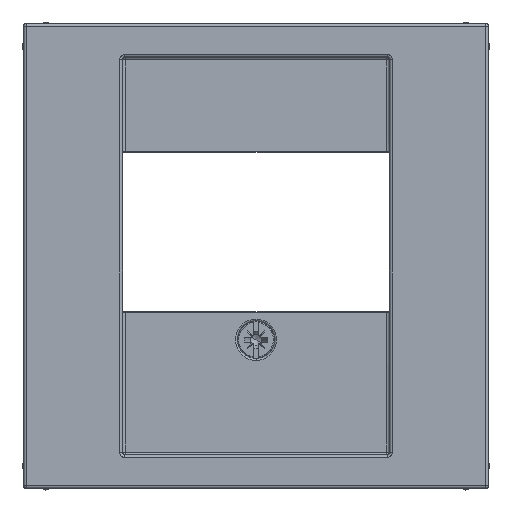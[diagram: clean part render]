
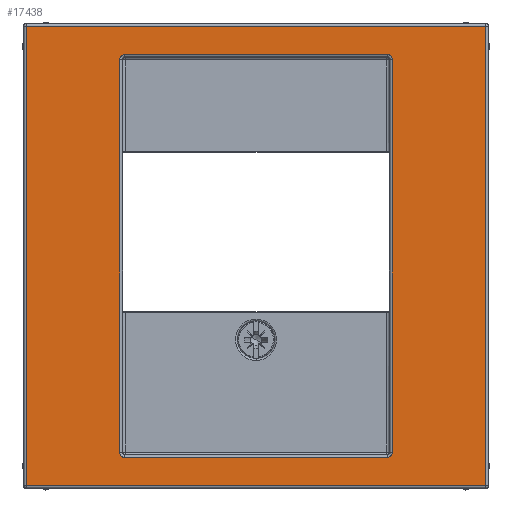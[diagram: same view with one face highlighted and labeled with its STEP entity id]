
A CAD part, top view. The second image highlights one B-rep face of the part: STEP entity #17438.
In plain terms, the highlighted face is planar.
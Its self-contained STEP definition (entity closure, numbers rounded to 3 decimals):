
#3235=CARTESIAN_POINT('',(-16.265,10.,23.46));
#3236=CARTESIAN_POINT('',(-16.265,10.,23.485));
#3237=CARTESIAN_POINT('',(-16.262,10.,23.533));
#3238=CARTESIAN_POINT('',(-16.249,10.,23.603));
#3239=CARTESIAN_POINT('',(-16.228,10.,23.672));
#3240=CARTESIAN_POINT('',(-16.198,10.,23.738));
#3241=CARTESIAN_POINT('',(-16.161,10.,23.799));
#3242=CARTESIAN_POINT('',(-16.117,10.,23.856));
#3243=CARTESIAN_POINT('',(-16.067,10.,23.907));
#3244=CARTESIAN_POINT('',(-16.011,10.,23.952));
#3245=CARTESIAN_POINT('',(-15.95,10.,23.99));
#3246=CARTESIAN_POINT('',(-15.885,10.,24.02));
#3247=CARTESIAN_POINT('',(-15.816,10.,24.042));
#3248=CARTESIAN_POINT('',(-15.742,10.,24.056));
#3249=CARTESIAN_POINT('',(-15.691,10.,24.06));
#3250=CARTESIAN_POINT('',(-15.665,10.,24.06));
#3255=DIRECTION('',(1.,0.,0.));
#3256=VECTOR('',#3255,31.33);
#3257=CARTESIAN_POINT('',(-15.665,10.,24.06));
#3258=LINE('9302',#3257,#3256);
#3262=CARTESIAN_POINT('',(15.665,10.,24.06));
#3263=CARTESIAN_POINT('',(15.69,10.,24.06));
#3264=CARTESIAN_POINT('',(15.738,10.,24.057));
#3265=CARTESIAN_POINT('',(15.808,10.,24.044));
#3266=CARTESIAN_POINT('',(15.877,10.,24.023));
#3267=CARTESIAN_POINT('',(15.943,10.,23.993));
#3268=CARTESIAN_POINT('',(16.004,10.,23.956));
#3269=CARTESIAN_POINT('',(16.061,10.,23.912));
#3270=CARTESIAN_POINT('',(16.112,10.,23.862));
#3271=CARTESIAN_POINT('',(16.157,10.,23.806));
#3272=CARTESIAN_POINT('',(16.195,10.,23.745));
#3273=CARTESIAN_POINT('',(16.225,10.,23.68));
#3274=CARTESIAN_POINT('',(16.247,10.,23.611));
#3275=CARTESIAN_POINT('',(16.261,10.,23.537));
#3276=CARTESIAN_POINT('',(16.265,10.,23.486));
#3277=CARTESIAN_POINT('',(16.265,10.,23.46));
#3282=DIRECTION('',(0.,0.,-1.));
#3283=VECTOR('',#3282,46.92);
#3284=CARTESIAN_POINT('',(16.265,10.,23.46));
#3285=LINE('9306',#3284,#3283);
#3289=CARTESIAN_POINT('',(16.265,10.,-23.46));
#3290=CARTESIAN_POINT('',(16.265,10.,-23.485));
#3291=CARTESIAN_POINT('',(16.262,10.,-23.533));
#3292=CARTESIAN_POINT('',(16.249,10.,-23.603));
#3293=CARTESIAN_POINT('',(16.228,10.,-23.672));
#3294=CARTESIAN_POINT('',(16.198,10.,-23.738));
#3295=CARTESIAN_POINT('',(16.161,10.,-23.799));
#3296=CARTESIAN_POINT('',(16.117,10.,-23.856));
#3297=CARTESIAN_POINT('',(16.067,10.,-23.907));
#3298=CARTESIAN_POINT('',(16.011,10.,-23.952));
#3299=CARTESIAN_POINT('',(15.95,10.,-23.99));
#3300=CARTESIAN_POINT('',(15.885,10.,-24.02));
#3301=CARTESIAN_POINT('',(15.816,10.,-24.042));
#3302=CARTESIAN_POINT('',(15.742,10.,-24.056));
#3303=CARTESIAN_POINT('',(15.691,10.,-24.06));
#3304=CARTESIAN_POINT('',(15.665,10.,-24.06));
#3309=DIRECTION('',(-1.,0.,0.));
#3310=VECTOR('',#3309,31.33);
#3311=CARTESIAN_POINT('',(15.665,10.,-24.06));
#3312=LINE('10431',#3311,#3310);
#3316=CARTESIAN_POINT('',(-15.665,10.,-24.06));
#3317=CARTESIAN_POINT('',(-15.69,10.,
-24.06));
#3318=CARTESIAN_POINT('',(-15.738,10.,
-24.057));
#3319=CARTESIAN_POINT('',(-15.808,10.,
-24.044));
#3320=CARTESIAN_POINT('',(-15.877,10.,
-24.023));
#3321=CARTESIAN_POINT('',(-15.943,10.,
-23.993));
#3322=CARTESIAN_POINT('',(-16.004,10.,
-23.956));
#3323=CARTESIAN_POINT('',(-16.061,10.,
-23.912));
#3324=CARTESIAN_POINT('',(-16.112,10.,
-23.862));
#3325=CARTESIAN_POINT('',(-16.157,10.,
-23.806));
#3326=CARTESIAN_POINT('',(-16.195,10.,
-23.745));
#3327=CARTESIAN_POINT('',(-16.225,10.,
-23.68));
#3328=CARTESIAN_POINT('',(-16.247,10.,
-23.611));
#3329=CARTESIAN_POINT('',(-16.261,10.,
-23.537));
#3330=CARTESIAN_POINT('',(-16.265,10.,
-23.486));
#3331=CARTESIAN_POINT('',(-16.265,10.,-23.46));
#3336=DIRECTION('',(0.,0.,1.));
#3337=VECTOR('',#3336,46.92);
#3338=CARTESIAN_POINT('',(-16.265,10.,-23.46));
#3339=LINE('9314',#3338,#3337);
#3343=DIRECTION('',(1.,0.,0.));
#3344=VECTOR('',#3343,54.881);
#3345=CARTESIAN_POINT('',(-27.44,10.,27.44));
#3346=LINE('5500',#3345,#3344);
#3350=DIRECTION('',(0.,0.,1.));
#3351=VECTOR('',#3350,54.881);
#3352=CARTESIAN_POINT('',(-27.44,10.,-27.44));
#3353=LINE('5504',#3352,#3351);
#3357=DIRECTION('',(-1.,0.,0.));
#3358=VECTOR('',#3357,54.881);
#3359=CARTESIAN_POINT('',(27.44,10.,-27.44));
#3360=LINE('5510',#3359,#3358);
#3364=DIRECTION('',(0.,0.,-1.));
#3365=VECTOR('',#3364,54.881);
#3366=CARTESIAN_POINT('',(27.44,10.,27.44));
#3367=LINE('5515',#3366,#3365);
#13272=CARTESIAN_POINT('',(-27.44,10.,27.44));
#13273=CARTESIAN_POINT('',(27.44,10.,27.44));
#13274=VERTEX_POINT('',#13272);
#13275=VERTEX_POINT('',#13273);
#13282=CARTESIAN_POINT('',(-27.44,10.,-27.44));
#13283=VERTEX_POINT('',#13282);
#13294=CARTESIAN_POINT('',(27.44,10.,-27.44));
#13295=VERTEX_POINT('',#13294);
#13578=VERTEX_POINT('',#3235);
#13579=VERTEX_POINT('',#3250);
#13582=CARTESIAN_POINT('',(15.665,10.,24.06));
#13583=VERTEX_POINT('',#13582);
#13585=VERTEX_POINT('',#3277);
#13588=CARTESIAN_POINT('',(16.265,10.,-23.46));
#13589=VERTEX_POINT('',#13588);
#13592=CARTESIAN_POINT('',(-16.265,10.,-23.46));
#13593=VERTEX_POINT('',#13592);
#13669=VERTEX_POINT('',#3304);
#13672=CARTESIAN_POINT('',(-15.665,10.,-24.06));
#13673=VERTEX_POINT('',#13672);
#17407=CARTESIAN_POINT('',(0.,10.,0.));
#17408=DIRECTION('',(0.,1.,0.));
#17409=DIRECTION('',(0.,0.,-1.));
#17410=AXIS2_PLACEMENT_3D('',#17407,#17408,#17409);
#17411=PLANE('1950',#17410);
#17412=ORIENTED_EDGE('5500',*,*,#17372,.F.);
#17413=ORIENTED_EDGE('5504',*,*,#17397,.F.);
#17415=ORIENTED_EDGE('5510',*,*,#17414,.F.);
#17417=ORIENTED_EDGE('5515',*,*,#17416,.F.);
#17418=EDGE_LOOP('1950',(#17412,#17413,#17415,#17417));
#17419=FACE_OUTER_BOUND('1950',#17418,.F.);
#17421=ORIENTED_EDGE('9300',*,*,#17420,.T.);
#17423=ORIENTED_EDGE('9302',*,*,#17422,.T.);
#17425=ORIENTED_EDGE('9304',*,*,#17424,.T.);
#17427=ORIENTED_EDGE('9306',*,*,#17426,.T.);
#17429=ORIENTED_EDGE('10429',*,*,#17428,.T.);
#17431=ORIENTED_EDGE('10431',*,*,#17430,.T.);
#17433=ORIENTED_EDGE('10433',*,*,#17432,.T.);
#17435=ORIENTED_EDGE('9314',*,*,#17434,.T.);
#17436=EDGE_LOOP('1950',(#17421,#17423,#17425,#17427,#17429,#17431,#17433,
#17435));
#17437=FACE_BOUND('1950',#17436,.F.);
#17438=ADVANCED_FACE('1950',(#17419,#17437),#17411,.T.);
#3251=B_SPLINE_CURVE_WITH_KNOTS('9300',3,(#3235,#3236,#3237,#3238,#3239,#3240,
#3241,#3242,#3243,#3244,#3245,#3246,#3247,#3248,#3249,#3250),.UNSPECIFIED.,.F.,
.F.,(4,1,1,1,1,1,1,1,1,1,1,1,1,4),(0.,0.077,0.154,
0.231,0.308,0.385,0.462,
0.538,0.615,0.692,0.769,
0.846,0.923,1.),.UNSPECIFIED.);
#3278=B_SPLINE_CURVE_WITH_KNOTS('9304',3,(#3262,#3263,#3264,#3265,#3266,#3267,
#3268,#3269,#3270,#3271,#3272,#3273,#3274,#3275,#3276,#3277),.UNSPECIFIED.,.F.,
.F.,(4,1,1,1,1,1,1,1,1,1,1,1,1,4),(0.,0.077,0.154,
0.231,0.308,0.385,0.462,
0.538,0.615,0.692,0.769,
0.846,0.923,1.),.UNSPECIFIED.);
#3305=B_SPLINE_CURVE_WITH_KNOTS('10429',3,(#3289,#3290,#3291,#3292,#3293,#3294,
#3295,#3296,#3297,#3298,#3299,#3300,#3301,#3302,#3303,#3304),.UNSPECIFIED.,.F.,
.F.,(4,1,1,1,1,1,1,1,1,1,1,1,1,4),(0.,0.077,0.154,
0.231,0.308,0.385,0.462,
0.538,0.615,0.692,0.769,
0.846,0.923,1.),.UNSPECIFIED.);
#3332=B_SPLINE_CURVE_WITH_KNOTS('10433',3,(#3316,#3317,#3318,#3319,#3320,#3321,
#3322,#3323,#3324,#3325,#3326,#3327,#3328,#3329,#3330,#3331),.UNSPECIFIED.,.F.,
.F.,(4,1,1,1,1,1,1,1,1,1,1,1,1,4),(0.,0.077,0.154,
0.231,0.308,0.385,0.462,
0.538,0.615,0.692,0.769,
0.846,0.923,1.),.UNSPECIFIED.);
#17372=EDGE_CURVE('5500',#13274,#13275,#3346,.T.);
#17397=EDGE_CURVE('5504',#13283,#13274,#3353,.T.);
#17414=EDGE_CURVE('5510',#13295,#13283,#3360,.T.);
#17416=EDGE_CURVE('5515',#13275,#13295,#3367,.T.);
#17420=EDGE_CURVE('9300',#13578,#13579,#3251,.T.);
#17422=EDGE_CURVE('9302',#13579,#13583,#3258,.T.);
#17424=EDGE_CURVE('9304',#13583,#13585,#3278,.T.);
#17426=EDGE_CURVE('9306',#13585,#13589,#3285,.T.);
#17428=EDGE_CURVE('10429',#13589,#13669,#3305,.T.);
#17430=EDGE_CURVE('10431',#13669,#13673,#3312,.T.);
#17432=EDGE_CURVE('10433',#13673,#13593,#3332,.T.);
#17434=EDGE_CURVE('9314',#13593,#13578,#3339,.T.);
